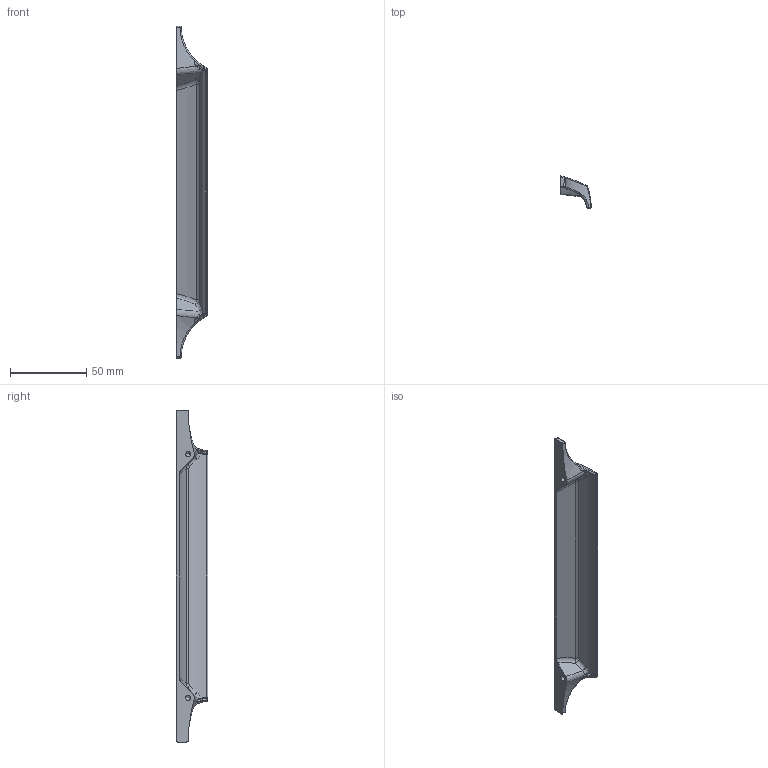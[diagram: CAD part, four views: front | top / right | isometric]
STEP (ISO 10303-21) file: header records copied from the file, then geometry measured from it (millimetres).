
FILE_DESCRIPTION(('Creo Elements/Direct Modeling STEP Export'),'2;1');
FILE_NAME('2454-218.stp','2019-01-31T15:11:00',(''),(''),'Creo Elements/Direct Modeling STEP processor for AP214 (Solid Model)','Creo Elements/Direct Modeling 20.0 12-Nov-2016 (C) Parametric Technology GmbH','');
FILE_SCHEMA(('AUTOMOTIVE_DESIGN { 1 0 10303 214 1 1 1 1 }'));
Length unit declared in the file: millimetre
Products named in the file (2): 2454-218
Assembly tree (1 placements, depth 2):
  2454-218
    2454-218
Bounding box: 20.07 x 21 x 218 mm (x, y, z)
Volume: 16957 mm3; surface area: 13130.1 mm2
Topology: 1 solids, 1 shells, 114 faces, 272 edges, 158 vertices
Faces by surface type: bspline 76, cylinder 20, plane 8, extrusion 4, cone 4, torus 2
Entity records: 21124 total; most frequent: CARTESIAN_POINT 19267, ORIENTED_EDGE 532, EDGE_CURVE 266, VERTEX_POINT 158, B_SPLINE_CURVE_WITH_KNOTS 156, DIRECTION 132, EDGE_LOOP 118, FACE_OUTER_BOUND 114
